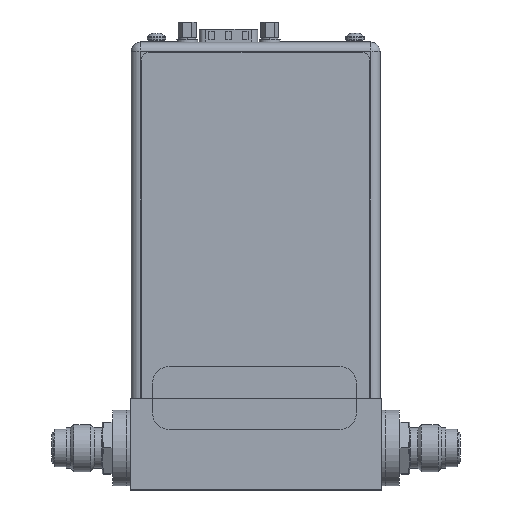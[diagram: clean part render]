
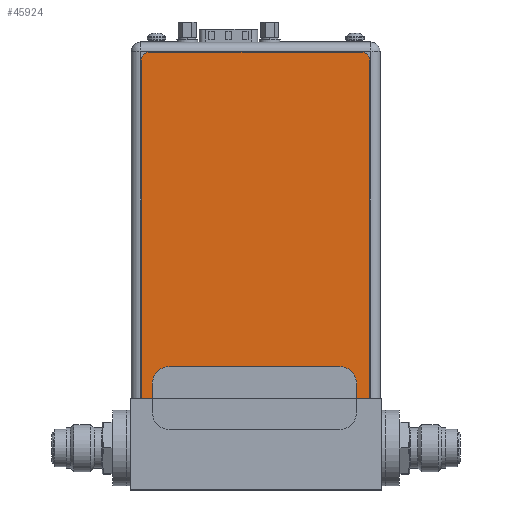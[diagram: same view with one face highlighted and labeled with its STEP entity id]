
A CAD part, top view. The second image highlights one B-rep face of the part: STEP entity #45924.
In plain terms, the highlighted planar face has unit normal (0, 0, 1).
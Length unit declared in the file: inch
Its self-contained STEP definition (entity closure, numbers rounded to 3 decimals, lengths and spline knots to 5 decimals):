
#45757=CARTESIAN_POINT('',(2.63,4.04,0.004));
#45758=DIRECTION('',(0.,0.,1.));
#45759=DIRECTION('',(1.,0.,0.));
#45760=AXIS2_PLACEMENT_3D('',#45757,#45758,#45759);
#45762=DIRECTION('',(0.,1.,0.));
#45763=VECTOR('',#45762,4.04);
#45764=CARTESIAN_POINT('',(2.73,0.,0.004));
#45765=LINE('',#45764,#45763);
#45766=DIRECTION('',(1.,0.,0.));
#45767=VECTOR('',#45766,2.73);
#45768=CARTESIAN_POINT('',(0.,0.,0.004));
#45769=LINE('',#45768,#45767);
#45770=DIRECTION('',(0.,-1.,0.));
#45771=VECTOR('',#45770,4.04);
#45772=CARTESIAN_POINT('',(0.,4.04,0.004));
#45773=LINE('',#45772,#45771);
#45774=CARTESIAN_POINT('',(0.1,4.04,0.004));
#45775=DIRECTION('',(0.,0.,1.));
#45776=DIRECTION('',(0.,1.,0.));
#45777=AXIS2_PLACEMENT_3D('',#45774,#45775,#45776);
#45779=DIRECTION('',(-1.,0.,0.));
#45780=VECTOR('',#45779,2.53);
#45781=CARTESIAN_POINT('',(2.63,4.14,0.004));
#45782=LINE('',#45781,#45780);
#45787=CARTESIAN_POINT('',(0.,0.,0.004));
#45788=CARTESIAN_POINT('',(2.73,0.,0.004));
#45789=VERTEX_POINT('',#45787);
#45790=VERTEX_POINT('',#45788);
#45795=CARTESIAN_POINT('',(2.73,4.04,0.004));
#45796=VERTEX_POINT('',#45795);
#45797=CARTESIAN_POINT('',(2.63,4.14,0.004));
#45798=VERTEX_POINT('',#45797);
#45803=CARTESIAN_POINT('',(0.1,4.14,0.004));
#45804=VERTEX_POINT('',#45803);
#45805=CARTESIAN_POINT('',(0.,4.04,0.004));
#45806=VERTEX_POINT('',#45805);
#45911=CARTESIAN_POINT('',(0.,0.,0.004));
#45912=DIRECTION('',(0.,0.,1.));
#45913=DIRECTION('',(1.,0.,0.));
#45914=AXIS2_PLACEMENT_3D('',#45911,#45912,#45913);
#45915=PLANE('',#45914);
#45916=ORIENTED_EDGE('',*,*,#45835,.F.);
#45917=ORIENTED_EDGE('',*,*,#45851,.F.);
#45918=ORIENTED_EDGE('',*,*,#45864,.F.);
#45919=ORIENTED_EDGE('',*,*,#45877,.F.);
#45920=ORIENTED_EDGE('',*,*,#45892,.F.);
#45921=ORIENTED_EDGE('',*,*,#45904,.F.);
#45922=EDGE_LOOP('',(#45916,#45917,#45918,#45919,#45920,#45921));
#45923=FACE_OUTER_BOUND('',#45922,.F.);
#45924=ADVANCED_FACE('',(#45923),#45915,.T.);
#45761=CIRCLE('',#45760,0.1);
#45778=CIRCLE('',#45777,0.1);
#45835=EDGE_CURVE('',#45796,#45798,#45761,.T.);
#45851=EDGE_CURVE('',#45790,#45796,#45765,.T.);
#45864=EDGE_CURVE('',#45789,#45790,#45769,.T.);
#45877=EDGE_CURVE('',#45806,#45789,#45773,.T.);
#45892=EDGE_CURVE('',#45804,#45806,#45778,.T.);
#45904=EDGE_CURVE('',#45798,#45804,#45782,.T.);
